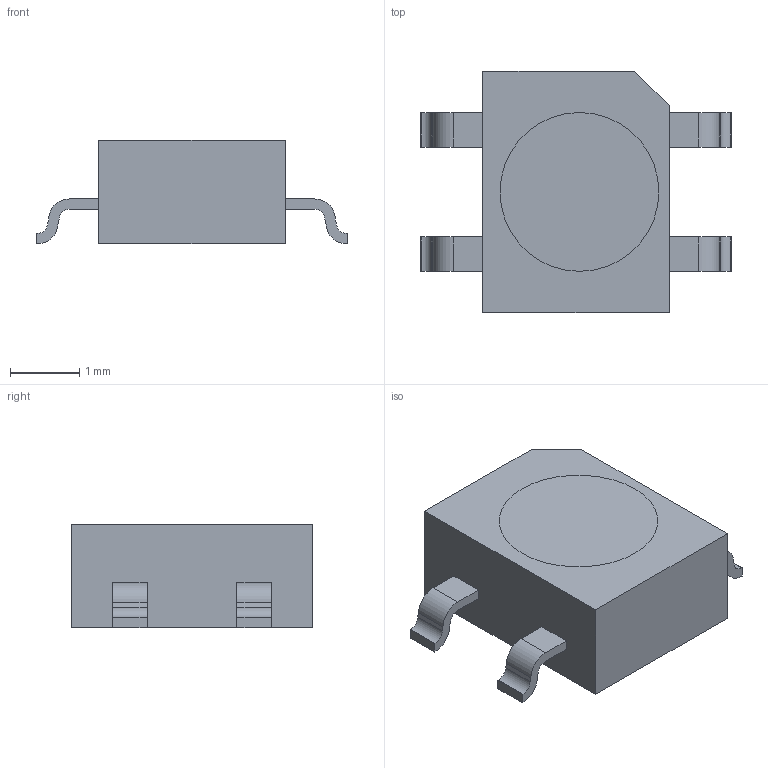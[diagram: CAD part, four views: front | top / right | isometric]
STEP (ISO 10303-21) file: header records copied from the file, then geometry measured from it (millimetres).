
FILE_DESCRIPTION (( 'STEP AP203' ), '1' );
FILE_NAME ('AA2735.STEP', '2022-05-26T16:29:59', ( '' ), ( '' ), 'SwSTEP 2.0', 'SolidWorks 2014', '' );
FILE_SCHEMA (( 'CONFIG_CONTROL_DESIGN' ));
Length unit declared in the file: millimetre
Products named in the file (1): AA2735
Bounding box: 4.5 x 3.5 x 1.5 mm (x, y, z)
Volume: 14.3 mm3; surface area: 59.8 mm2
Topology: 2 solids, 2 shells, 66 faces, 171 edges, 114 vertices
Faces by surface type: plane 46, cylinder 16, cone 4
Entity records: 2090 total; most frequent: CARTESIAN_POINT 352, DIRECTION 345, ORIENTED_EDGE 342, EDGE_CURVE 171, LINE 131, VECTOR 131, VERTEX_POINT 114, AXIS2_PLACEMENT_3D 107
